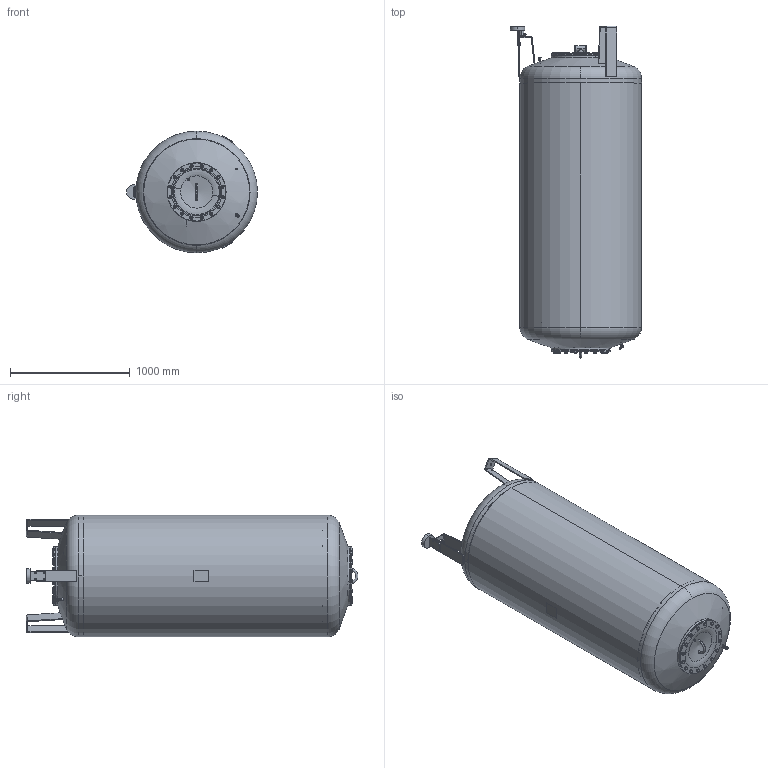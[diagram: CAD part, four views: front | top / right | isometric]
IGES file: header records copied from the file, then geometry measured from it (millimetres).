
Global section: file name: No Iges File Name specified; native system: Autodesk Inventor 2009; preprocessor: AutoDesk Inventor Iges Exporter R2009; author: CADJOBServer; date: 20091012.142436; units: millimetre
Bounding box: 1094 x 2771.62 x 1016 mm (x, y, z)
Volume: 1001194568 mm3; surface area: 26399349.8 mm2
Topology: 44 solids, 44 shells, 2284 faces, 5612 edges, 3574 vertices
Faces by surface type: plane 879, bspline 382, cone 339, cylinder 323, revolution 303, torus 48, sphere 10
